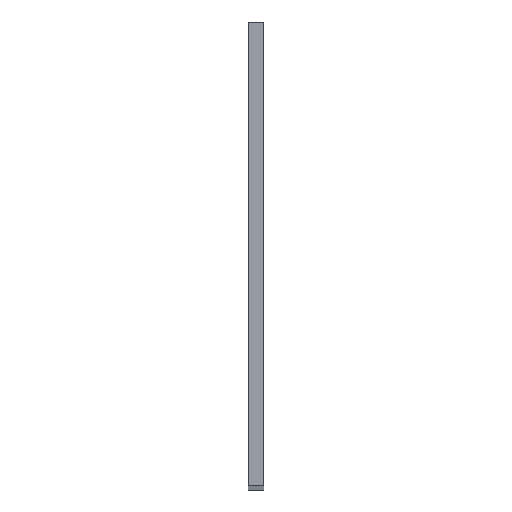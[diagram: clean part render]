
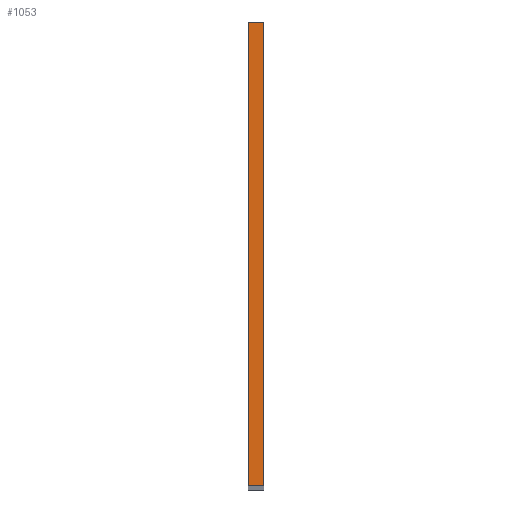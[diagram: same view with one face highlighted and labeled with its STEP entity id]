
A CAD part, top view. The second image highlights one B-rep face of the part: STEP entity #1053.
In plain terms, the highlighted planar face has unit normal (0, 0, 1).
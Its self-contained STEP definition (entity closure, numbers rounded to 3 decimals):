
#65 = EDGE_CURVE ( 'NONE', #484, #970, #1033, .T. ) ;
#104 = AXIS2_PLACEMENT_3D ( 'NONE', #756, #720, #772 ) ;
#131 = EDGE_CURVE ( 'NONE', #970, #952, #295, .T. ) ;
#151 = EDGE_CURVE ( 'NONE', #484, #551, #299, .T. ) ;
#154 = EDGE_CURVE ( 'NONE', #952, #551, #345, .T. ) ;
#208 = CARTESIAN_POINT ( 'NONE',  ( 1.5, 0., 113. ) ) ;
#247 = DIRECTION ( 'NONE',  ( -1., 0., 0. ) ) ;
#275 = VECTOR ( 'NONE', #663, 1000. ) ;
#295 = LINE ( 'NONE', #765, #335 ) ;
#299 = LINE ( 'NONE', #648, #275 ) ;
#335 = VECTOR ( 'NONE', #757, 1000. ) ;
#345 = LINE ( 'NONE', #662, #374 ) ;
#365 = FACE_OUTER_BOUND ( 'NONE', #488, .T. ) ;
#374 = VECTOR ( 'NONE', #664, 1000. ) ;
#484 = VERTEX_POINT ( 'NONE', #887 ) ;
#488 = EDGE_LOOP ( 'NONE', ( #517, #558, #520, #593 ) ) ;
#517 = ORIENTED_EDGE ( 'NONE', *, *, #151, .T. ) ;
#520 = ORIENTED_EDGE ( 'NONE', *, *, #131, .F. ) ;
#551 = VERTEX_POINT ( 'NONE', #869 ) ;
#558 = ORIENTED_EDGE ( 'NONE', *, *, #154, .F. ) ;
#593 = ORIENTED_EDGE ( 'NONE', *, *, #65, .F. ) ;
#648 = CARTESIAN_POINT ( 'NONE',  ( 1.5, 44.21, 113. ) ) ;
#662 = CARTESIAN_POINT ( 'NONE',  ( 0., 44.21, 113. ) ) ;
#663 = DIRECTION ( 'NONE',  ( 0., 1., 0. ) ) ;
#664 = DIRECTION ( 'NONE',  ( 1., 0., 0. ) ) ;
#668 = CARTESIAN_POINT ( 'NONE',  ( 0., 0., 113. ) ) ;
#671 = CARTESIAN_POINT ( 'NONE',  ( 0., 44.21, 113. ) ) ;
#720 = DIRECTION ( 'NONE',  ( 0., 0., -1. ) ) ;
#756 = CARTESIAN_POINT ( 'NONE',  ( 1.5, 44.21, 113. ) ) ;
#757 = DIRECTION ( 'NONE',  ( 0., 1., 0. ) ) ;
#765 = CARTESIAN_POINT ( 'NONE',  ( 0., 44.21, 113. ) ) ;
#772 = DIRECTION ( 'NONE',  ( -1., 0., 0. ) ) ;
#786 = PLANE ( 'NONE',  #104 ) ;
#869 = CARTESIAN_POINT ( 'NONE',  ( 1.5, 44.21, 113. ) ) ;
#887 = CARTESIAN_POINT ( 'NONE',  ( 1.5, 0., 113. ) ) ;
#946 = VECTOR ( 'NONE', #247, 1000. ) ;
#952 = VERTEX_POINT ( 'NONE', #671 ) ;
#970 = VERTEX_POINT ( 'NONE', #668 ) ;
#1033 = LINE ( 'NONE', #208, #946 ) ;
#1053 = ADVANCED_FACE ( 'NONE', ( #365 ), #786, .F. ) ;
